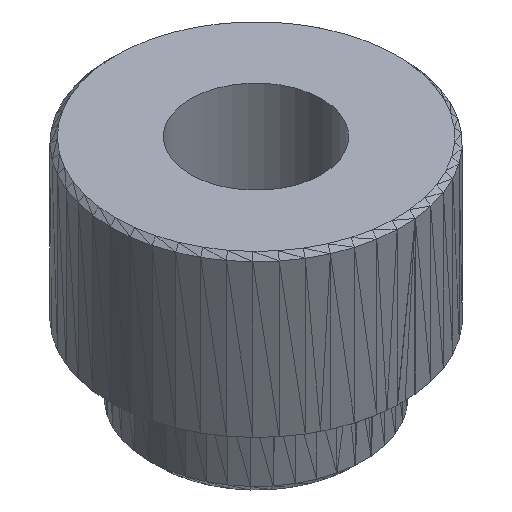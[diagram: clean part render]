
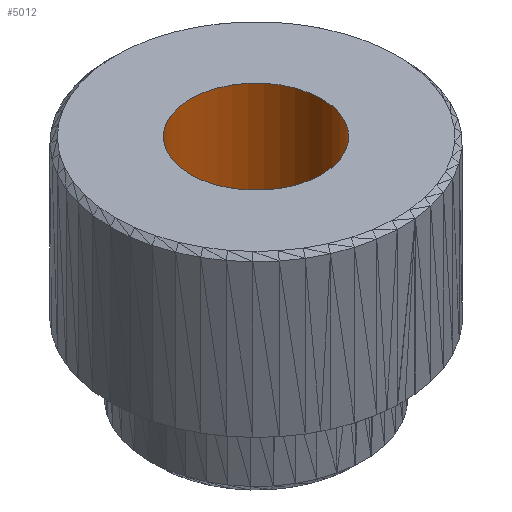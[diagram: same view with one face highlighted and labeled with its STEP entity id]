
A CAD part, isometric view. The second image highlights one B-rep face of the part: STEP entity #5012.
In plain terms, the highlighted cylindrical face has radius 1.25 mm (diameter 2.5 mm), a full revolution.
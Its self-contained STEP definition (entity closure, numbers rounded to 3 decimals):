
#415=FACE_OUTER_BOUND('',#813,.T.);
#813=EDGE_LOOP('',(#3613,#3614,#3615,#3616));
#1214=LINE('',#7328,#1911);
#1911=VECTOR('',#5830,1.25);
#2608=CIRCLE('',#5425,1.25);
#2609=CIRCLE('',#5426,1.25);
#2610=VERTEX_POINT('',#7325);
#2611=VERTEX_POINT('',#7327);
#2914=EDGE_CURVE('',#2610,#2610,#2608,.T.);
#2915=EDGE_CURVE('',#2610,#2611,#1214,.T.);
#2916=EDGE_CURVE('',#2611,#2611,#2609,.T.);
#3613=ORIENTED_EDGE('',*,*,#2914,.F.);
#3614=ORIENTED_EDGE('',*,*,#2915,.T.);
#3615=ORIENTED_EDGE('',*,*,#2916,.F.);
#3616=ORIENTED_EDGE('',*,*,#2915,.F.);
#5011=CYLINDRICAL_SURFACE('',#5424,1.25);
#5012=ADVANCED_FACE('',(#415),#5011,.F.);
#5424=AXIS2_PLACEMENT_3D('',#7324,#5826,#5827);
#5425=AXIS2_PLACEMENT_3D('',#7326,#5828,#5829);
#5426=AXIS2_PLACEMENT_3D('',#7329,#5831,#5832);
#5826=DIRECTION('center_axis',(0.,0.,1.));
#5827=DIRECTION('ref_axis',(1.,0.,0.));
#5828=DIRECTION('center_axis',(0.,0.,1.));
#5829=DIRECTION('ref_axis',(1.,0.,0.));
#5830=DIRECTION('',(0.,0.,1.));
#5831=DIRECTION('center_axis',(0.,0.,-1.));
#5832=DIRECTION('ref_axis',(1.,0.,0.));
#7324=CARTESIAN_POINT('Origin',(0.,0.,0.));
#7325=CARTESIAN_POINT('',(-1.25,0.,0.));
#7326=CARTESIAN_POINT('Origin',(0.,0.,0.));
#7327=CARTESIAN_POINT('',(-1.25,0.,4.53));
#7328=CARTESIAN_POINT('',(-1.25,0.,0.));
#7329=CARTESIAN_POINT('Origin',(0.,0.,4.53));
